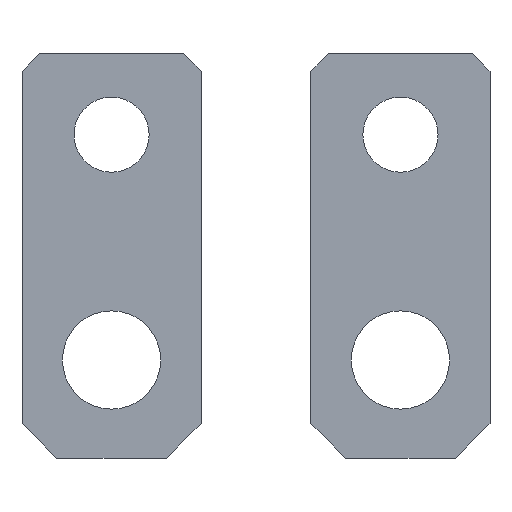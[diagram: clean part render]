
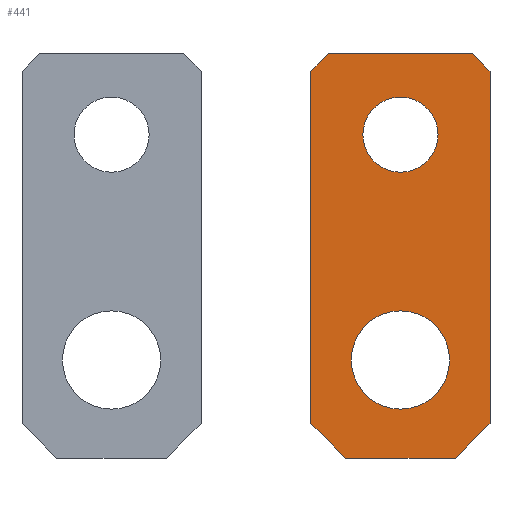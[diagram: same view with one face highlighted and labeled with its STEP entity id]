
A CAD part, front view. The second image highlights one B-rep face of the part: STEP entity #441.
In plain terms, the highlighted planar face has unit normal (0, -1, 0).
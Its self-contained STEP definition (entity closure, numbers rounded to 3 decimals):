
#310=AXIS2_PLACEMENT_3D('Circle Axis2P3D',#308,#309,$) ;
#327=AXIS2_PLACEMENT_3D('Circle Axis2P3D',#325,#326,$) ;
#367=AXIS2_PLACEMENT_3D('Circle Axis2P3D',#365,#366,$) ;
#384=AXIS2_PLACEMENT_3D('Circle Axis2P3D',#382,#383,$) ;
#421=AXIS2_PLACEMENT_3D('Plane Axis2P3D',#418,#419,#420) ;
#37=CARTESIAN_POINT('Line Origine',(-6.25,25.,-83.75)) ;
#41=CARTESIAN_POINT('Vertex',(-4.75,25.,-85.25)) ;
#43=CARTESIAN_POINT('Vertex',(-7.75,25.,-82.25)) ;
#77=CARTESIAN_POINT('Line Origine',(-7.75,25.,-67.)) ;
#81=CARTESIAN_POINT('Vertex',(-7.75,25.,-51.75)) ;
#108=CARTESIAN_POINT('Line Origine',(-7.,25.,-51.)) ;
#112=CARTESIAN_POINT('Vertex',(-6.25,25.,-50.25)) ;
#139=CARTESIAN_POINT('Line Origine',(0.,25.,-50.25)) ;
#143=CARTESIAN_POINT('Vertex',(6.25,25.,-50.25)) ;
#170=CARTESIAN_POINT('Line Origine',(7.,25.,-51.)) ;
#174=CARTESIAN_POINT('Vertex',(7.75,25.,-51.75)) ;
#201=CARTESIAN_POINT('Line Origine',(7.75,25.,-67.)) ;
#205=CARTESIAN_POINT('Vertex',(7.75,25.,-82.25)) ;
#232=CARTESIAN_POINT('Line Origine',(6.25,25.,-83.75)) ;
#236=CARTESIAN_POINT('Vertex',(4.75,25.,-85.25)) ;
#263=CARTESIAN_POINT('Line Origine',(0.,25.,-85.25)) ;
#291=CARTESIAN_POINT('Vertex',(-4.25,25.,-76.75)) ;
#305=CARTESIAN_POINT('Vertex',(4.25,25.,-76.75)) ;
#308=CARTESIAN_POINT('Axis2P3D Location',(0.,25.,-76.75)) ;
#325=CARTESIAN_POINT('Axis2P3D Location',(0.,25.,-76.75)) ;
#348=CARTESIAN_POINT('Vertex',(-3.25,25.,-57.25)) ;
#362=CARTESIAN_POINT('Vertex',(3.25,25.,-57.25)) ;
#365=CARTESIAN_POINT('Axis2P3D Location',(0.,25.,-57.25)) ;
#382=CARTESIAN_POINT('Axis2P3D Location',(0.,25.,-57.25)) ;
#418=CARTESIAN_POINT('Axis2P3D Location',(0.,25.,0.)) ;
#38=DIRECTION('Vector Direction',(0.707,0.,-0.707)) ;
#78=DIRECTION('Vector Direction',(0.,0.,-1.)) ;
#109=DIRECTION('Vector Direction',(0.707,0.,0.707)) ;
#140=DIRECTION('Vector Direction',(-1.,0.,0.)) ;
#171=DIRECTION('Vector Direction',(-0.707,0.,0.707)) ;
#202=DIRECTION('Vector Direction',(0.,0.,1.)) ;
#233=DIRECTION('Vector Direction',(0.707,0.,0.707)) ;
#264=DIRECTION('Vector Direction',(1.,0.,0.)) ;
#309=DIRECTION('Axis2P3D Direction',(-0.,1.,0.)) ;
#326=DIRECTION('Axis2P3D Direction',(-0.,1.,0.)) ;
#366=DIRECTION('Axis2P3D Direction',(-0.,1.,0.)) ;
#383=DIRECTION('Axis2P3D Direction',(-0.,1.,0.)) ;
#419=DIRECTION('Axis2P3D Direction',(-0.,1.,0.)) ;
#420=DIRECTION('Axis2P3D XDirection',(1.,0.,0.)) ;
#39=VECTOR('Line Direction',#38,1.) ;
#79=VECTOR('Line Direction',#78,1.) ;
#110=VECTOR('Line Direction',#109,1.) ;
#141=VECTOR('Line Direction',#140,1.) ;
#172=VECTOR('Line Direction',#171,1.) ;
#203=VECTOR('Line Direction',#202,1.) ;
#234=VECTOR('Line Direction',#233,1.) ;
#265=VECTOR('Line Direction',#264,1.) ;
#424=ORIENTED_EDGE('',*,*,#267,.F.) ;
#425=ORIENTED_EDGE('',*,*,#238,.F.) ;
#426=ORIENTED_EDGE('',*,*,#207,.F.) ;
#427=ORIENTED_EDGE('',*,*,#176,.F.) ;
#428=ORIENTED_EDGE('',*,*,#145,.F.) ;
#429=ORIENTED_EDGE('',*,*,#114,.F.) ;
#430=ORIENTED_EDGE('',*,*,#83,.F.) ;
#431=ORIENTED_EDGE('',*,*,#45,.F.) ;
#434=ORIENTED_EDGE('',*,*,#329,.T.) ;
#435=ORIENTED_EDGE('',*,*,#312,.T.) ;
#438=ORIENTED_EDGE('',*,*,#386,.T.) ;
#439=ORIENTED_EDGE('',*,*,#369,.T.) ;
#436=FACE_BOUND('',#433,.T.) ;
#440=FACE_BOUND('',#437,.T.) ;
#441=ADVANCED_FACE('Terminali anteriori prolungati EF inferiori',(#432,#436,#440),#422,.F.) ;
#311=CIRCLE('generated circle',#310,4.25) ;
#328=CIRCLE('generated circle',#327,4.25) ;
#368=CIRCLE('generated circle',#367,3.25) ;
#385=CIRCLE('generated circle',#384,3.25) ;
#45=EDGE_CURVE('',#42,#44,#40,.F.) ;
#83=EDGE_CURVE('',#44,#82,#80,.F.) ;
#114=EDGE_CURVE('',#82,#113,#111,.T.) ;
#145=EDGE_CURVE('',#113,#144,#142,.F.) ;
#176=EDGE_CURVE('',#144,#175,#173,.F.) ;
#207=EDGE_CURVE('',#175,#206,#204,.F.) ;
#238=EDGE_CURVE('',#206,#237,#235,.F.) ;
#267=EDGE_CURVE('',#237,#42,#266,.F.) ;
#312=EDGE_CURVE('',#292,#306,#311,.T.) ;
#329=EDGE_CURVE('',#306,#292,#328,.T.) ;
#369=EDGE_CURVE('',#349,#363,#368,.T.) ;
#386=EDGE_CURVE('',#363,#349,#385,.T.) ;
#423=EDGE_LOOP('',(#424,#425,#426,#427,#428,#429,#430,#431)) ;
#433=EDGE_LOOP('',(#434,#435)) ;
#437=EDGE_LOOP('',(#438,#439)) ;
#432=FACE_OUTER_BOUND('',#423,.T.) ;
#40=LINE('Line',#37,#39) ;
#80=LINE('Line',#77,#79) ;
#111=LINE('Line',#108,#110) ;
#142=LINE('Line',#139,#141) ;
#173=LINE('Line',#170,#172) ;
#204=LINE('Line',#201,#203) ;
#235=LINE('Line',#232,#234) ;
#266=LINE('Line',#263,#265) ;
#422=PLANE('',#421) ;
#42=VERTEX_POINT('',#41) ;
#44=VERTEX_POINT('',#43) ;
#82=VERTEX_POINT('',#81) ;
#113=VERTEX_POINT('',#112) ;
#144=VERTEX_POINT('',#143) ;
#175=VERTEX_POINT('',#174) ;
#206=VERTEX_POINT('',#205) ;
#237=VERTEX_POINT('',#236) ;
#292=VERTEX_POINT('',#291) ;
#306=VERTEX_POINT('',#305) ;
#349=VERTEX_POINT('',#348) ;
#363=VERTEX_POINT('',#362) ;
